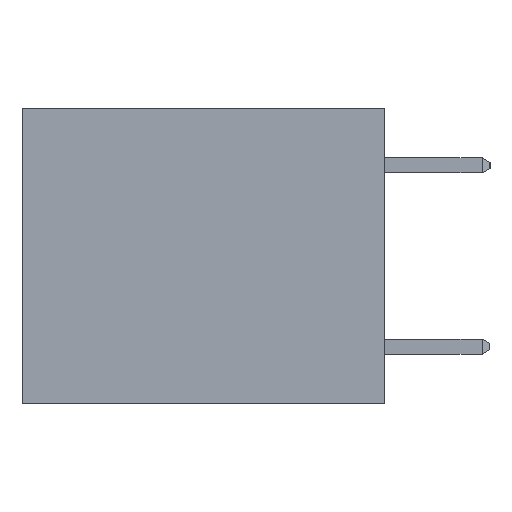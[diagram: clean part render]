
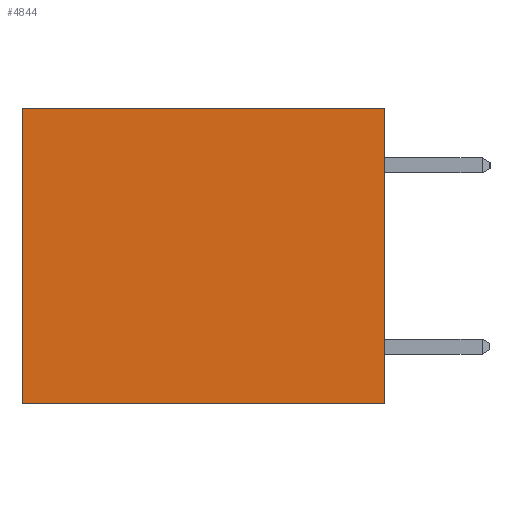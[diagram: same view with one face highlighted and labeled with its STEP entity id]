
A CAD part, left-side view. The second image highlights one B-rep face of the part: STEP entity #4844.
In plain terms, the highlighted planar face has unit normal (-1, 0, 0).
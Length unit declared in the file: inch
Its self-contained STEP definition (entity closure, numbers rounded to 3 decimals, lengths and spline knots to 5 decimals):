
#412 = DIRECTION ( 'NONE',  ( 1., 0., 0. ) ) ;
#634 = VECTOR ( 'NONE', #12640, 39.37008 ) ;
#649 = VECTOR ( 'NONE', #10150, 39.37008 ) ;
#2146 = CARTESIAN_POINT ( 'NONE',  ( 0.3165, 0., 0. ) ) ;
#2177 = LINE ( 'NONE', #14903, #12548 ) ;
#3325 = AXIS2_PLACEMENT_3D ( 'NONE', #14151, #412, #14096 ) ;
#3884 = VERTEX_POINT ( 'NONE', #7994 ) ;
#3957 = ORIENTED_EDGE ( 'NONE', *, *, #9636, .T. ) ;
#4119 = FACE_OUTER_BOUND ( 'NONE', #6661, .T. ) ;
#4309 = ORIENTED_EDGE ( 'NONE', *, *, #7825, .F. ) ;
#4615 = PLANE ( 'NONE',  #3325 ) ;
#4844 = ADVANCED_FACE ( 'NONE', ( #4119 ), #4615, .F. ) ;
#5370 = VERTEX_POINT ( 'NONE', #8891 ) ;
#6661 = EDGE_LOOP ( 'NONE', ( #3957, #9992, #4309, #12026 ) ) ;
#7349 = CARTESIAN_POINT ( 'NONE',  ( 0.3165, 0.6, -0.49 ) ) ;
#7825 = EDGE_CURVE ( 'NONE', #3884, #5370, #2177, .T. ) ;
#7994 = CARTESIAN_POINT ( 'NONE',  ( 0.3165, 0., 0. ) ) ;
#8891 = CARTESIAN_POINT ( 'NONE',  ( 0.3165, 0., -0.49 ) ) ;
#9636 = EDGE_CURVE ( 'NONE', #17270, #14853, #11422, .T. ) ;
#9992 = ORIENTED_EDGE ( 'NONE', *, *, #11452, .F. ) ;
#10150 = DIRECTION ( 'NONE',  ( 0., 1., 0. ) ) ;
#10986 = CARTESIAN_POINT ( 'NONE',  ( 0.3165, 0., -0.49 ) ) ;
#11422 = LINE ( 'NONE', #11450, #634 ) ;
#11450 = CARTESIAN_POINT ( 'NONE',  ( 0.3165, 0.6, -0.49 ) ) ;
#11452 = EDGE_CURVE ( 'NONE', #5370, #14853, #16219, .T. ) ;
#12026 = ORIENTED_EDGE ( 'NONE', *, *, #15050, .T. ) ;
#12548 = VECTOR ( 'NONE', #16336, 39.37008 ) ;
#12640 = DIRECTION ( 'NONE',  ( 0., 0., -1. ) ) ;
#13017 = CARTESIAN_POINT ( 'NONE',  ( 0.3165, 0.6, 0. ) ) ;
#13346 = LINE ( 'NONE', #2146, #649 ) ;
#13678 = VECTOR ( 'NONE', #13702, 39.37008 ) ;
#13702 = DIRECTION ( 'NONE',  ( 0., 1., 0. ) ) ;
#14096 = DIRECTION ( 'NONE',  ( 0., 0., -1. ) ) ;
#14151 = CARTESIAN_POINT ( 'NONE',  ( 0.3165, 0., -0.49 ) ) ;
#14853 = VERTEX_POINT ( 'NONE', #7349 ) ;
#14903 = CARTESIAN_POINT ( 'NONE',  ( 0.3165, 0., -0.49 ) ) ;
#15050 = EDGE_CURVE ( 'NONE', #3884, #17270, #13346, .T. ) ;
#16219 = LINE ( 'NONE', #10986, #13678 ) ;
#16336 = DIRECTION ( 'NONE',  ( 0., 0., -1. ) ) ;
#17270 = VERTEX_POINT ( 'NONE', #13017 ) ;
